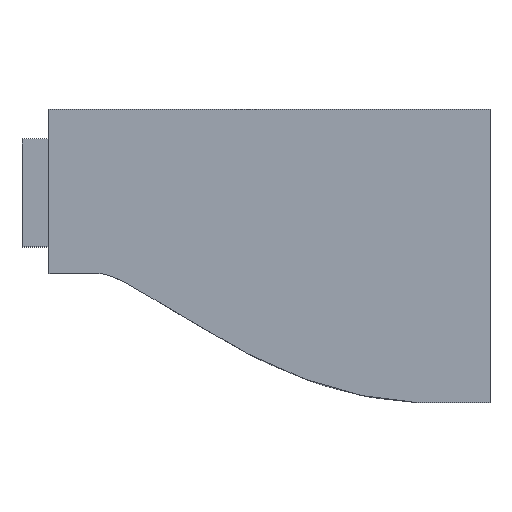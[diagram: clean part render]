
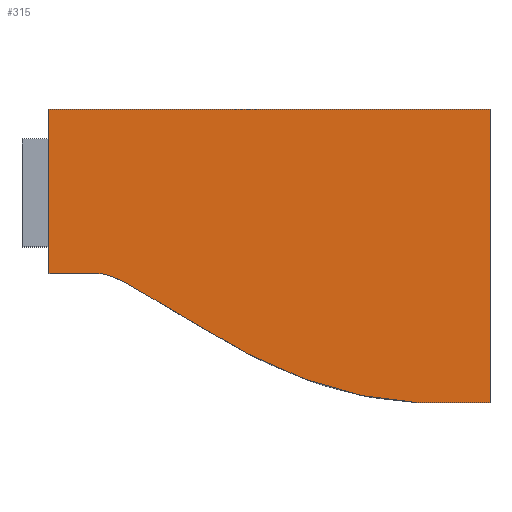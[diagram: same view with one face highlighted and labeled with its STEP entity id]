
A CAD part, top view. The second image highlights one B-rep face of the part: STEP entity #315.
In plain terms, the highlighted planar face has unit normal (0, 0, 1).
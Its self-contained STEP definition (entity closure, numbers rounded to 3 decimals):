
#15=(
BOUNDED_CURVE()
B_SPLINE_CURVE(5,(#661,#662,#663,#664,#665,#666,#667,#668,#669,#670,#671,
#672,#673,#674,#675,#676,#677,#678,#679),.UNSPECIFIED.,.F.,.F.)
B_SPLINE_CURVE_WITH_KNOTS((6,1,1,1,1,1,1,1,1,1,1,1,1,1,6),(-1.,-0.933,
-0.867,-0.8,-0.733,-0.667,-0.6,-0.533,
-0.467,-0.4,-0.333,-0.267,-0.2,-0.133,
-0.081),.UNSPECIFIED.)
CURVE()
GEOMETRIC_REPRESENTATION_ITEM()
RATIONAL_B_SPLINE_CURVE((1.,1.,1.,1.,1.,1.,1.,1.,1.,1.,1.,1.,1.,1.,1.,1.,
1.,1.,1.))
REPRESENTATION_ITEM('')
);
#26=FACE_OUTER_BOUND('',#46,.T.);
#46=EDGE_LOOP('',(#245,#246,#247,#248,#249,#250));
#60=LINE('',#435,#99);
#62=LINE('',#439,#101);
#84=LINE('',#682,#123);
#85=LINE('',#684,#124);
#86=LINE('',#685,#125);
#99=VECTOR('',#350,10.);
#101=VECTOR('',#354,10.);
#123=VECTOR('',#386,10.);
#124=VECTOR('',#387,10.);
#125=VECTOR('',#388,10.);
#139=VERTEX_POINT('',#425);
#140=VERTEX_POINT('',#434);
#141=VERTEX_POINT('',#438);
#158=VERTEX_POINT('',#659);
#159=VERTEX_POINT('',#681);
#160=VERTEX_POINT('',#683);
#167=EDGE_CURVE('',#139,#140,#60,.T.);
#169=EDGE_CURVE('',#141,#140,#62,.T.);
#192=EDGE_CURVE('',#158,#139,#15,.T.);
#193=EDGE_CURVE('',#159,#158,#84,.T.);
#194=EDGE_CURVE('',#160,#159,#85,.T.);
#195=EDGE_CURVE('',#160,#141,#86,.T.);
#245=ORIENTED_EDGE('',*,*,#167,.F.);
#246=ORIENTED_EDGE('',*,*,#192,.F.);
#247=ORIENTED_EDGE('',*,*,#193,.F.);
#248=ORIENTED_EDGE('',*,*,#194,.F.);
#249=ORIENTED_EDGE('',*,*,#195,.T.);
#250=ORIENTED_EDGE('',*,*,#169,.T.);
#297=PLANE('',#334);
#315=ADVANCED_FACE('',(#26),#297,.F.);
#334=AXIS2_PLACEMENT_3D('',#680,#384,#385);
#350=DIRECTION('',(-1.,0.,0.));
#354=DIRECTION('',(0.,-1.,0.));
#384=DIRECTION('center_axis',(0.,0.,-1.));
#385=DIRECTION('ref_axis',(-1.,0.,0.));
#386=DIRECTION('',(-1.,0.,0.));
#387=DIRECTION('',(0.,-1.,0.));
#388=DIRECTION('',(-1.,0.,0.));
#425=CARTESIAN_POINT('',(183.524,205.889,-0.488));
#434=CARTESIAN_POINT('',(170.,205.889,-0.488));
#435=CARTESIAN_POINT('',(161.762,205.889,-0.488));
#438=CARTESIAN_POINT('',(170.,251.5,-0.488));
#439=CARTESIAN_POINT('',(170.,210.75,-0.488));
#659=CARTESIAN_POINT('',(272.5,170.,-0.488));
#661=CARTESIAN_POINT('Ctrl Pts',(272.5,170.,-0.488));
#662=CARTESIAN_POINT('Ctrl Pts',(271.001,170.07,-0.488));
#663=CARTESIAN_POINT('Ctrl Pts',(268.002,170.268,-0.488));
#664=CARTESIAN_POINT('Ctrl Pts',(263.495,170.737,-0.488));
#665=CARTESIAN_POINT('Ctrl Pts',(257.47,171.71,-0.488));
#666=CARTESIAN_POINT('Ctrl Pts',(249.917,173.514,-0.488));
#667=CARTESIAN_POINT('Ctrl Pts',(242.356,175.909,-0.488));
#668=CARTESIAN_POINT('Ctrl Pts',(234.81,178.879,-0.488));
#669=CARTESIAN_POINT('Ctrl Pts',(227.327,182.372,-0.488));
#670=CARTESIAN_POINT('Ctrl Pts',(219.975,186.289,-0.488));
#671=CARTESIAN_POINT('Ctrl Pts',(212.856,190.46,-0.488));
#672=CARTESIAN_POINT('Ctrl Pts',(206.101,194.638,-0.488));
#673=CARTESIAN_POINT('Ctrl Pts',(199.86,198.542,-0.488));
#674=CARTESIAN_POINT('Ctrl Pts',(194.282,201.878,-0.488));
#675=CARTESIAN_POINT('Ctrl Pts',(189.717,204.271,-0.488));
#676=CARTESIAN_POINT('Ctrl Pts',(186.754,205.417,-0.488));
#677=CARTESIAN_POINT('Ctrl Pts',(184.944,205.819,-0.488));
#678=CARTESIAN_POINT('Ctrl Pts',(183.936,205.892,-0.488));
#679=CARTESIAN_POINT('Ctrl Pts',(183.524,205.889,-0.488));
#680=CARTESIAN_POINT('Origin',(140.,210.75,-0.488));
#681=CARTESIAN_POINT('',(292.5,170.,-0.488));
#682=CARTESIAN_POINT('',(200.,170.,-0.488));
#683=CARTESIAN_POINT('',(292.5,251.5,-0.488));
#684=CARTESIAN_POINT('',(292.5,251.5,-0.488));
#685=CARTESIAN_POINT('',(200.,251.5,-0.488));
